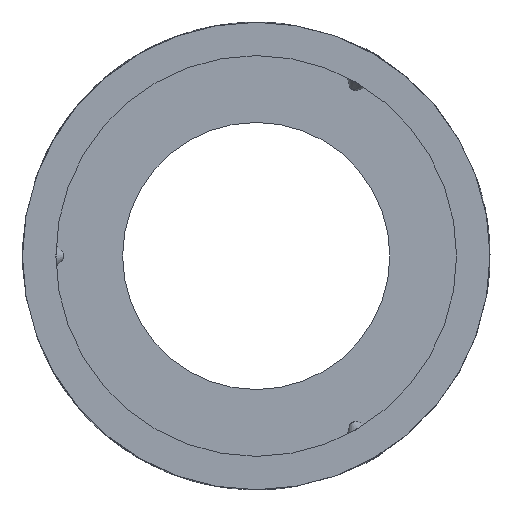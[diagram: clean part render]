
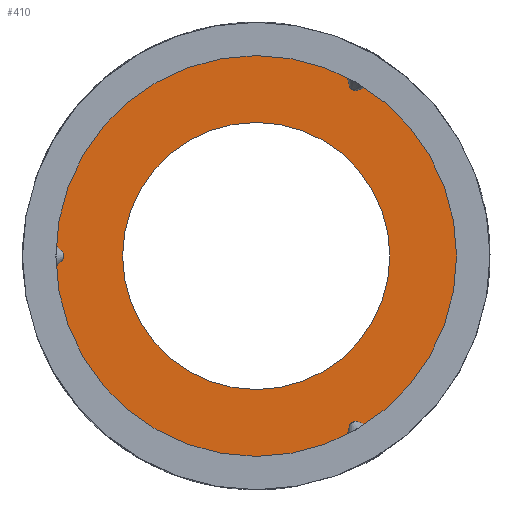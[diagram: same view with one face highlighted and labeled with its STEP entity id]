
A CAD part, left-side view. The second image highlights one B-rep face of the part: STEP entity #410.
In plain terms, the highlighted planar face has unit normal (-1, 0, 0).
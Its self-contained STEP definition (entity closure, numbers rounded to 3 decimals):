
#114=PLANE('',#3286);
#410=ADVANCED_FACE('',(#655,#656),#114,.F.);
#532=CIRCLE('',#3283,24.);
#533=CIRCLE('',#3285,16.);
#655=FACE_BOUND('',#861,.T.);
#656=FACE_BOUND('',#862,.T.);
#861=EDGE_LOOP('',(#1750));
#862=EDGE_LOOP('',(#1751));
#1750=ORIENTED_EDGE('',*,*,#2744,.F.);
#1751=ORIENTED_EDGE('',*,*,#2743,.T.);
#2280=VERTEX_POINT('',#6803);
#2281=VERTEX_POINT('',#6806);
#2743=EDGE_CURVE('',#2280,#2280,#532,.T.);
#2744=EDGE_CURVE('',#2281,#2281,#533,.T.);
#3283=AXIS2_PLACEMENT_3D('',#6802,#3531,#3532);
#3285=AXIS2_PLACEMENT_3D('',#6805,#3535,#3536);
#3286=AXIS2_PLACEMENT_3D('',#6807,#3537,#3538);
#3531=DIRECTION('',(-1.,0.,0.));
#3532=DIRECTION('',(0.,0.,1.));
#3535=DIRECTION('',(-1.,0.,0.));
#3536=DIRECTION('',(0.,0.,1.));
#3537=DIRECTION('',(1.,0.,0.));
#3538=DIRECTION('',(0.,0.,-1.));
#6802=CARTESIAN_POINT('',(-19.52,0.,0.));
#6803=CARTESIAN_POINT('',(-19.52,0.,24.));
#6805=CARTESIAN_POINT('',(-19.52,0.,0.));
#6806=CARTESIAN_POINT('',(-19.52,0.,16.));
#6807=CARTESIAN_POINT('',(-19.52,24.,0.));
